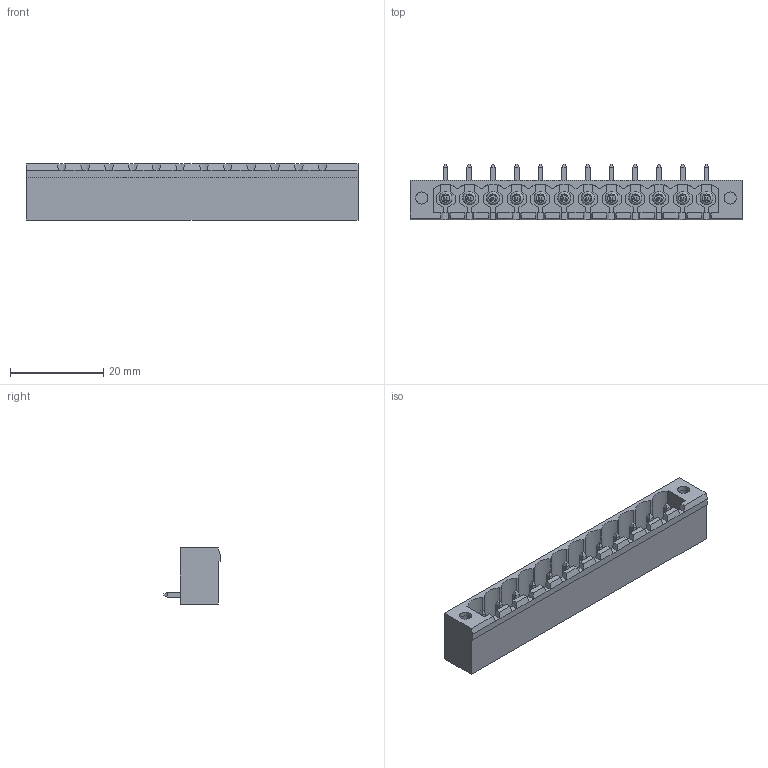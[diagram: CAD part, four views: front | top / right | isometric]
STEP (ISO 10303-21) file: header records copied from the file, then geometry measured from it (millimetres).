
FILE_DESCRIPTION( ( 'Unknown' ), '1' );
FILE_NAME( '691317510012.stp', 'Unknown', ( 'Unknown' ), ( 'Unknown' ), 'PSStep 19.0.9', 'Unknown', ' ' );
FILE_SCHEMA( ( 'AUTOMOTIVE_DESIGN { 1 0 10303 214 1 1 1 1 }' ) );
Length unit declared in the file: millimetre
Products named in the file (4): Assem1; 6913175100xx_PIN; 6913175100xx_INSERT; 691317510012
Assembly tree (15 placements, depth 2):
  Assem1
    6913175100xx_PIN  x12
    6913175100xx_INSERT  x2
    691317510012
Bounding box: 71.12 x 12 x 12 mm (x, y, z)
Volume: 3010.4 mm3; surface area: 7286.5 mm2
Topology: 15 solids, 15 shells, 679 faces, 1804 edges, 1163 vertices
Faces by surface type: plane 623, cylinder 40, torus 16
Full cylindrical faces by diameter (mm): 2.6 x4, 2.75 x12
Entity records: 19370 total; most frequent: CARTESIAN_POINT 2962, ORIENTED_EDGE 2652, DIRECTION 2400, EDGE_CURVE 1326, LINE 1220, VECTOR 1220, VERTEX_POINT 888, AXIS2_PLACEMENT_3D 590
